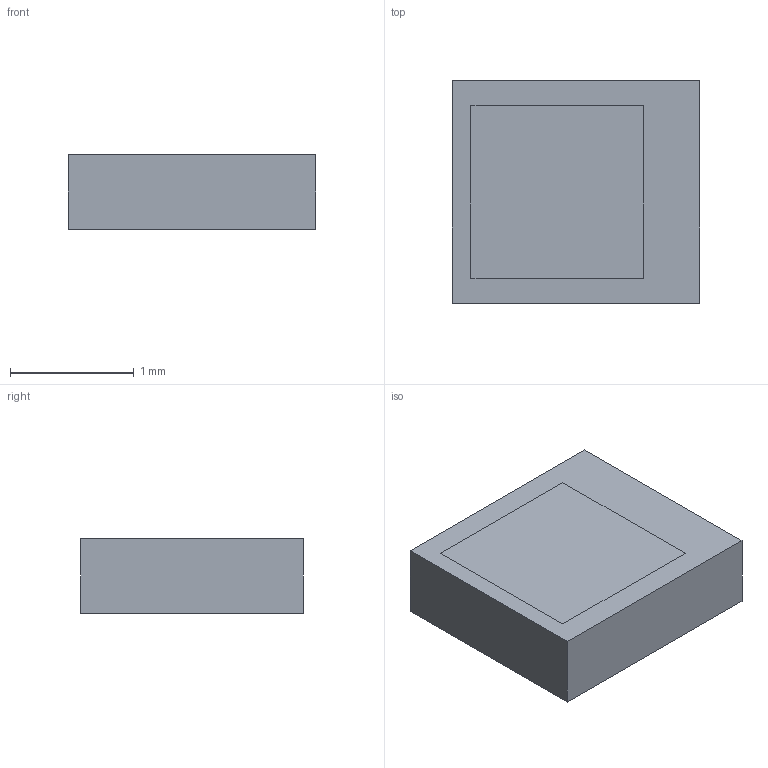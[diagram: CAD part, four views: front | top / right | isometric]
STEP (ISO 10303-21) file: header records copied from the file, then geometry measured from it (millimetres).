
FILE_DESCRIPTION (( 'STEP AP214' ), '1' );
FILE_NAME ('VEMD2704.STEP', '2023-12-31T13:24:12', ( '' ), ( '' ), 'SwSTEP 2.0', 'SolidWorks 2023', '' );
FILE_SCHEMA (( 'AUTOMOTIVE_DESIGN' ));
Length unit declared in the file: millimetre
Products named in the file (1): VEMD2704
Bounding box: 2 x 1.8 x 0.6 mm (x, y, z)
Volume: 2.2 mm3; surface area: 11.8 mm2
Topology: 1 solids, 1 shells, 10 faces, 27 edges, 23 vertices
Faces by surface type: plane 10
Entity records: 464 total; most frequent: CARTESIAN_POINT 61, ORIENTED_EDGE 54, DIRECTION 49, EDGE_CURVE 27, VECTOR 27, LINE 27, VERTEX_POINT 23, EDGE_LOOP 14
